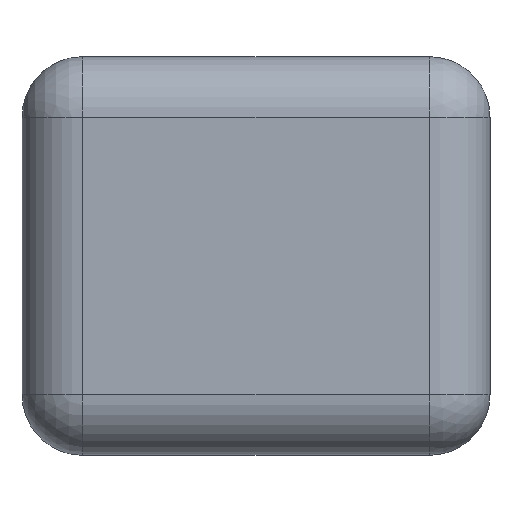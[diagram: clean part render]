
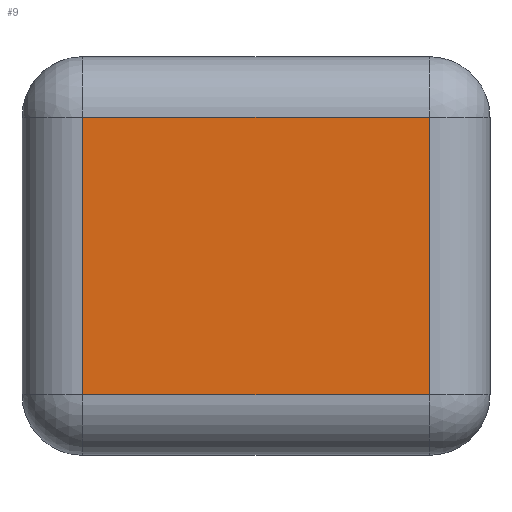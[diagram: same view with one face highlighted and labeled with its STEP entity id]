
A CAD part, left-side view. The second image highlights one B-rep face of the part: STEP entity #9.
In plain terms, the highlighted planar face has unit normal (-1, 0, 0).
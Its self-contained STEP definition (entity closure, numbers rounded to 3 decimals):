
#9 = ADVANCED_FACE ( 'NONE', ( #327 ), #692, .F. ) ;
#19 = CARTESIAN_POINT ( 'NONE',  ( -37.5, 10., 3.5 ) ) ;
#29 = DIRECTION ( 'NONE',  ( 0., -1., 0. ) ) ;
#43 = ORIENTED_EDGE ( 'NONE', *, *, #450, .T. ) ;
#82 = LINE ( 'NONE', #296, #397 ) ;
#87 = CARTESIAN_POINT ( 'NONE',  ( -37.5, -13.5, 3.5 ) ) ;
#94 = EDGE_CURVE ( 'NONE', #581, #571, #578, .T. ) ;
#127 = ORIENTED_EDGE ( 'NONE', *, *, #565, .T. ) ;
#145 = ORIENTED_EDGE ( 'NONE', *, *, #490, .T. ) ;
#147 = VECTOR ( 'NONE', #231, 1000. ) ;
#152 = CARTESIAN_POINT ( 'NONE',  ( -37.5, -13.5, 23. ) ) ;
#155 = AXIS2_PLACEMENT_3D ( 'NONE', #152, #591, #323 ) ;
#176 = CARTESIAN_POINT ( 'NONE',  ( -37.5, 10., 19.5 ) ) ;
#231 = DIRECTION ( 'NONE',  ( 0., 0., -1. ) ) ;
#259 = ORIENTED_EDGE ( 'NONE', *, *, #94, .T. ) ;
#276 = VECTOR ( 'NONE', #29, 1000. ) ;
#296 = CARTESIAN_POINT ( 'NONE',  ( -37.5, -10., 23. ) ) ;
#311 = DIRECTION ( 'NONE',  ( 0., 0., 1. ) ) ;
#323 = DIRECTION ( 'NONE',  ( 0., 0., -1. ) ) ;
#327 = FACE_OUTER_BOUND ( 'NONE', #560, .T. ) ;
#358 = VECTOR ( 'NONE', #616, 1000. ) ;
#377 = CARTESIAN_POINT ( 'NONE',  ( -37.5, -10., 19.5 ) ) ;
#397 = VECTOR ( 'NONE', #311, 1000. ) ;
#449 = CARTESIAN_POINT ( 'NONE',  ( -37.5, -13.5, 19.5 ) ) ;
#450 = EDGE_CURVE ( 'NONE', #689, #517, #650, .T. ) ;
#451 = CARTESIAN_POINT ( 'NONE',  ( -37.5, 10., 23. ) ) ;
#490 = EDGE_CURVE ( 'NONE', #517, #581, #504, .T. ) ;
#504 = LINE ( 'NONE', #451, #147 ) ;
#517 = VERTEX_POINT ( 'NONE', #176 ) ;
#560 = EDGE_LOOP ( 'NONE', ( #259, #127, #43, #145 ) ) ;
#565 = EDGE_CURVE ( 'NONE', #571, #689, #82, .T. ) ;
#571 = VERTEX_POINT ( 'NONE', #618 ) ;
#578 = LINE ( 'NONE', #87, #276 ) ;
#581 = VERTEX_POINT ( 'NONE', #19 ) ;
#591 = DIRECTION ( 'NONE',  ( 1., 0., 0. ) ) ;
#616 = DIRECTION ( 'NONE',  ( 0., 1., 0. ) ) ;
#618 = CARTESIAN_POINT ( 'NONE',  ( -37.5, -10., 3.5 ) ) ;
#650 = LINE ( 'NONE', #449, #358 ) ;
#689 = VERTEX_POINT ( 'NONE', #377 ) ;
#692 = PLANE ( 'NONE',  #155 ) ;
